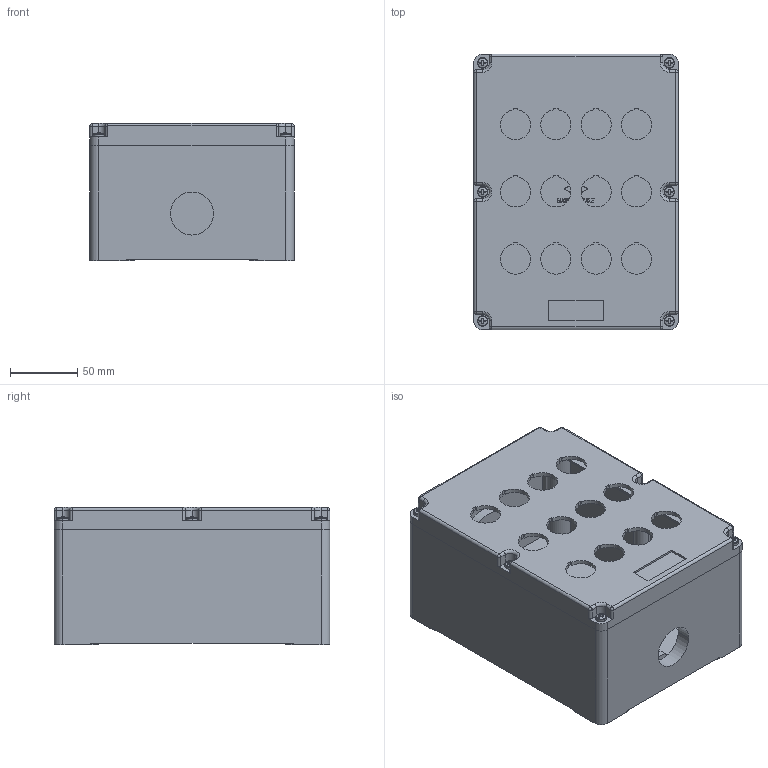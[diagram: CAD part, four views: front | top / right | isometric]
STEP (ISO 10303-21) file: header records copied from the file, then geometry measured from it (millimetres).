
FILE_DESCRIPTION(('Creo Elements/Direct Modeling STEP Export'),'2;1');
FILE_NAME('0lndrr042s8g1s91264','2016-05-24T17:00:15',(''),(''),'PTC Creo Elements/Direct Modeling STEP processor for AP214 (Solid Model)','PTC Creo Elements/Direct Modeling 19.0B 21-Mar-2015 (C) Parametric Technology GmbH','');
FILE_SCHEMA(('AUTOMOTIVE_DESIGN { 1 0 10303 214 1 1 1 1 }'));
Length unit declared in the file: millimetre
Products named in the file (3): BOX; COVER; A2M_1520.12
Assembly tree (2 placements, depth 2):
  A2M_1520.12
    COVER
    BOX
Bounding box: 152 x 205 x 102 mm (x, y, z)
Volume: 558732.8 mm3; surface area: 282724.1 mm2
Topology: 2 solids, 4 shells, 1126 faces, 3040 edges, 1999 vertices
Faces by surface type: plane 864, cylinder 204, sphere 28, torus 22, cone 8
Entity records: 33892 total; most frequent: ORIENTED_EDGE 6058, CARTESIAN_POINT 5889, DIRECTION 5439, EDGE_CURVE 3029, VECTOR 2341, LINE 2341, VERTEX_POINT 1999, AXIS2_PLACEMENT_3D 1549
